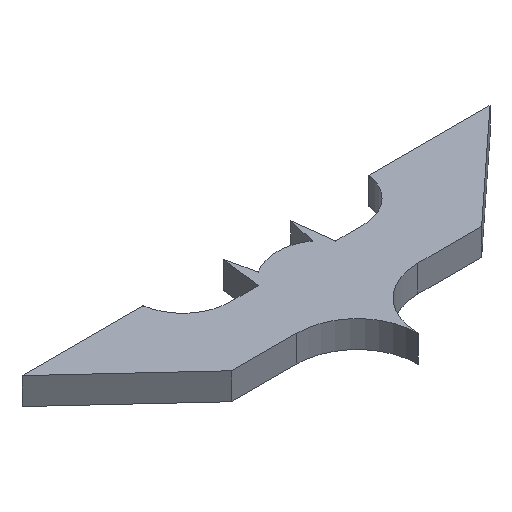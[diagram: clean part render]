
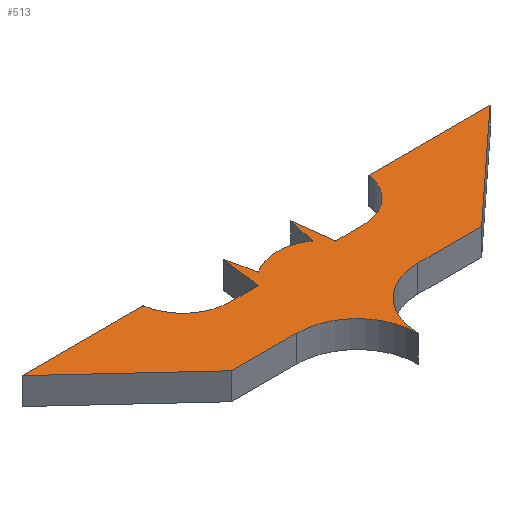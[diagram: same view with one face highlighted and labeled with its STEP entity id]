
A CAD part, isometric view. The second image highlights one B-rep face of the part: STEP entity #513.
In plain terms, the highlighted planar face has unit normal (0, 0, 1).
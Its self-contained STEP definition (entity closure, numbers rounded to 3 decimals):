
#16=CIRCLE('',#533,35.);
#18=CIRCLE('',#536,35.);
#20=CIRCLE('',#543,35.);
#22=CIRCLE('',#551,45.);
#24=CIRCLE('',#556,45.);
#26=CIRCLE('',#563,35.);
#57=FACE_OUTER_BOUND('',#83,.T.);
#83=EDGE_LOOP('',(#421,#422,#423,#424,#425,#426,#427,#428,#429,#430,#431,
#432,#433,#434,#435,#436,#437,#438,#439,#440,#441,#442,#443,#444));
#87=LINE('',#713,#147);
#90=LINE('',#719,#150);
#95=LINE('',#737,#155);
#98=LINE('',#743,#158);
#101=LINE('',#749,#161);
#104=LINE('',#755,#164);
#108=LINE('',#767,#168);
#111=LINE('',#773,#171);
#114=LINE('',#779,#174);
#117=LINE('',#785,#177);
#120=LINE('',#791,#180);
#124=LINE('',#803,#184);
#127=LINE('',#809,#187);
#131=LINE('',#821,#191);
#134=LINE('',#827,#194);
#137=LINE('',#833,#197);
#140=LINE('',#839,#200);
#144=LINE('',#849,#204);
#147=VECTOR('',#573,10.);
#150=VECTOR('',#578,10.);
#155=VECTOR('',#597,10.);
#158=VECTOR('',#602,10.);
#161=VECTOR('',#607,10.);
#164=VECTOR('',#612,10.);
#168=VECTOR('',#624,10.);
#171=VECTOR('',#629,10.);
#174=VECTOR('',#634,10.);
#177=VECTOR('',#639,10.);
#180=VECTOR('',#644,10.);
#184=VECTOR('',#656,10.);
#187=VECTOR('',#661,10.);
#191=VECTOR('',#673,10.);
#194=VECTOR('',#678,10.);
#197=VECTOR('',#683,10.);
#200=VECTOR('',#688,10.);
#204=VECTOR('',#700,10.);
#207=VERTEX_POINT('',#710);
#208=VERTEX_POINT('',#712);
#210=VERTEX_POINT('',#718);
#212=VERTEX_POINT('',#724);
#214=VERTEX_POINT('',#730);
#216=VERTEX_POINT('',#736);
#218=VERTEX_POINT('',#742);
#220=VERTEX_POINT('',#748);
#222=VERTEX_POINT('',#754);
#224=VERTEX_POINT('',#760);
#226=VERTEX_POINT('',#766);
#228=VERTEX_POINT('',#772);
#230=VERTEX_POINT('',#778);
#232=VERTEX_POINT('',#784);
#234=VERTEX_POINT('',#790);
#236=VERTEX_POINT('',#796);
#238=VERTEX_POINT('',#802);
#240=VERTEX_POINT('',#808);
#242=VERTEX_POINT('',#814);
#244=VERTEX_POINT('',#820);
#246=VERTEX_POINT('',#826);
#248=VERTEX_POINT('',#832);
#250=VERTEX_POINT('',#838);
#252=VERTEX_POINT('',#844);
#255=EDGE_CURVE('',#208,#207,#87,.T.);
#258=EDGE_CURVE('',#210,#208,#90,.T.);
#261=EDGE_CURVE('',#212,#210,#16,.T.);
#264=EDGE_CURVE('',#214,#212,#18,.T.);
#267=EDGE_CURVE('',#216,#214,#95,.T.);
#270=EDGE_CURVE('',#218,#216,#98,.T.);
#273=EDGE_CURVE('',#220,#218,#101,.T.);
#276=EDGE_CURVE('',#222,#220,#104,.T.);
#279=EDGE_CURVE('',#224,#222,#20,.T.);
#282=EDGE_CURVE('',#226,#224,#108,.T.);
#285=EDGE_CURVE('',#228,#226,#111,.T.);
#288=EDGE_CURVE('',#230,#228,#114,.T.);
#291=EDGE_CURVE('',#232,#230,#117,.T.);
#294=EDGE_CURVE('',#234,#232,#120,.T.);
#297=EDGE_CURVE('',#236,#234,#22,.T.);
#300=EDGE_CURVE('',#238,#236,#124,.T.);
#303=EDGE_CURVE('',#240,#238,#127,.T.);
#306=EDGE_CURVE('',#242,#240,#24,.T.);
#309=EDGE_CURVE('',#244,#242,#131,.T.);
#312=EDGE_CURVE('',#246,#244,#134,.T.);
#315=EDGE_CURVE('',#248,#246,#137,.T.);
#318=EDGE_CURVE('',#250,#248,#140,.T.);
#321=EDGE_CURVE('',#252,#250,#26,.T.);
#324=EDGE_CURVE('',#207,#252,#144,.T.);
#421=ORIENTED_EDGE('',*,*,#324,.T.);
#422=ORIENTED_EDGE('',*,*,#321,.T.);
#423=ORIENTED_EDGE('',*,*,#318,.T.);
#424=ORIENTED_EDGE('',*,*,#315,.T.);
#425=ORIENTED_EDGE('',*,*,#312,.T.);
#426=ORIENTED_EDGE('',*,*,#309,.T.);
#427=ORIENTED_EDGE('',*,*,#306,.T.);
#428=ORIENTED_EDGE('',*,*,#303,.T.);
#429=ORIENTED_EDGE('',*,*,#300,.T.);
#430=ORIENTED_EDGE('',*,*,#297,.T.);
#431=ORIENTED_EDGE('',*,*,#294,.T.);
#432=ORIENTED_EDGE('',*,*,#291,.T.);
#433=ORIENTED_EDGE('',*,*,#288,.T.);
#434=ORIENTED_EDGE('',*,*,#285,.T.);
#435=ORIENTED_EDGE('',*,*,#282,.T.);
#436=ORIENTED_EDGE('',*,*,#279,.T.);
#437=ORIENTED_EDGE('',*,*,#276,.T.);
#438=ORIENTED_EDGE('',*,*,#273,.T.);
#439=ORIENTED_EDGE('',*,*,#270,.T.);
#440=ORIENTED_EDGE('',*,*,#267,.T.);
#441=ORIENTED_EDGE('',*,*,#264,.T.);
#442=ORIENTED_EDGE('',*,*,#261,.T.);
#443=ORIENTED_EDGE('',*,*,#258,.T.);
#444=ORIENTED_EDGE('',*,*,#255,.T.);
#487=PLANE('',#565);
#513=ADVANCED_FACE('',(#57),#487,.T.);
#533=AXIS2_PLACEMENT_3D('',#725,#584,#585);
#536=AXIS2_PLACEMENT_3D('',#731,#591,#592);
#543=AXIS2_PLACEMENT_3D('',#761,#618,#619);
#551=AXIS2_PLACEMENT_3D('',#797,#650,#651);
#556=AXIS2_PLACEMENT_3D('',#815,#667,#668);
#563=AXIS2_PLACEMENT_3D('',#845,#694,#695);
#565=AXIS2_PLACEMENT_3D('',#850,#701,#702);
#573=DIRECTION('',(-0.132,-0.991,0.));
#578=DIRECTION('',(-0.215,0.977,0.));
#584=DIRECTION('center_axis',(0.,0.,
1.));
#585=DIRECTION('ref_axis',(-0.572,0.82,0.));
#591=DIRECTION('center_axis',(0.,0.,1.));
#592=DIRECTION('ref_axis',(0.569,0.822,0.));
#597=DIRECTION('',(-0.378,-0.926,0.));
#602=DIRECTION('',(-0.224,-0.975,0.));
#607=DIRECTION('',(-0.123,0.992,0.));
#612=DIRECTION('',(-1.,0.,0.));
#618=DIRECTION('center_axis',(0.,0.,-1.));
#619=DIRECTION('ref_axis',(0.,-1.,0.));
#624=DIRECTION('',(0.,-1.,0.));
#629=DIRECTION('',(-1.,0.,0.));
#634=DIRECTION('',(-1.,0.,0.));
#639=DIRECTION('',(0.735,0.678,0.));
#644=DIRECTION('',(1.,0.,0.));
#650=DIRECTION('center_axis',(0.,0.,-1.));
#651=DIRECTION('ref_axis',(0.,1.,0.));
#656=DIRECTION('',(0.174,0.985,0.));
#661=DIRECTION('',(0.352,-0.936,0.));
#667=DIRECTION('center_axis',(0.,0.,
-1.));
#668=DIRECTION('ref_axis',(0.,1.,0.));
#673=DIRECTION('',(1.,0.,0.));
#678=DIRECTION('',(0.735,-0.678,0.));
#683=DIRECTION('',(-1.,0.,0.));
#688=DIRECTION('',(-0.737,0.676,0.));
#694=DIRECTION('center_axis',(0.,0.,
-1.));
#695=DIRECTION('ref_axis',(0.,-1.,0.));
#700=DIRECTION('',(-1.,0.,0.));
#701=DIRECTION('center_axis',(0.,0.,1.));
#702=DIRECTION('ref_axis',(1.,0.,0.));
#710=CARTESIAN_POINT('',(-29.,20.,20.));
#712=CARTESIAN_POINT('',(-25.,50.,20.));
#713=CARTESIAN_POINT('',(-29.,20.,20.));
#718=CARTESIAN_POINT('',(-20.314,28.697,20.));
#719=CARTESIAN_POINT('',(-25.,50.,20.));
#724=CARTESIAN_POINT('',(-0.139,35.,20.));
#725=CARTESIAN_POINT('Origin',(-0.277,0.,
20.));
#730=CARTESIAN_POINT('',(19.926,28.774,20.));
#731=CARTESIAN_POINT('Origin',(0.,0.,20.));
#736=CARTESIAN_POINT('',(20.388,29.907,20.));
#737=CARTESIAN_POINT('',(19.926,28.774,20.));
#742=CARTESIAN_POINT('',(25.,50.,20.));
#743=CARTESIAN_POINT('',(25.,50.,20.));
#748=CARTESIAN_POINT('',(28.723,20.,20.));
#749=CARTESIAN_POINT('',(28.723,20.,20.));
#754=CARTESIAN_POINT('',(48.777,20.,20.));
#755=CARTESIAN_POINT('',(28.723,20.,20.));
#760=CARTESIAN_POINT('',(83.401,49.885,20.));
#761=CARTESIAN_POINT('Origin',(48.777,55.,20.));
#766=CARTESIAN_POINT('',(83.401,50.,20.));
#767=CARTESIAN_POINT('',(83.401,49.885,20.));
#772=CARTESIAN_POINT('',(83.777,50.,20.));
#773=CARTESIAN_POINT('',(83.401,50.,20.));
#778=CARTESIAN_POINT('',(173.777,50.,20.));
#779=CARTESIAN_POINT('',(173.777,50.,20.));
#784=CARTESIAN_POINT('',(92.5,-25.,20.));
#785=CARTESIAN_POINT('',(173.777,50.,20.));
#790=CARTESIAN_POINT('',(45.,-25.,20.));
#791=CARTESIAN_POINT('',(52.5,-25.,20.));
#796=CARTESIAN_POINT('',(0.,-70.,20.));
#797=CARTESIAN_POINT('Origin',(45.,-70.,20.));
#802=CARTESIAN_POINT('',(-0.089,-70.502,20.));
#803=CARTESIAN_POINT('',(0.,-70.,20.));
#808=CARTESIAN_POINT('',(-0.277,-70.,20.));
#809=CARTESIAN_POINT('',(-0.089,-70.502,20.));
#814=CARTESIAN_POINT('',(-45.277,-25.,20.));
#815=CARTESIAN_POINT('Origin',(-45.277,-70.,20.));
#820=CARTESIAN_POINT('',(-94.,-25.,20.));
#821=CARTESIAN_POINT('',(-94.,-25.,20.));
#826=CARTESIAN_POINT('',(-175.277,50.,20.));
#827=CARTESIAN_POINT('',(-175.277,50.,20.));
#832=CARTESIAN_POINT('',(-85.277,50.,20.));
#833=CARTESIAN_POINT('',(-175.277,50.,20.));
#838=CARTESIAN_POINT('',(-84.861,49.618,20.));
#839=CARTESIAN_POINT('',(-84.861,49.618,20.));
#844=CARTESIAN_POINT('',(-50.277,20.,20.));
#845=CARTESIAN_POINT('Origin',(-50.277,55.,20.));
#849=CARTESIAN_POINT('',(-29.,20.,20.));
#850=CARTESIAN_POINT('Origin',(-0.75,-10.251,20.));
